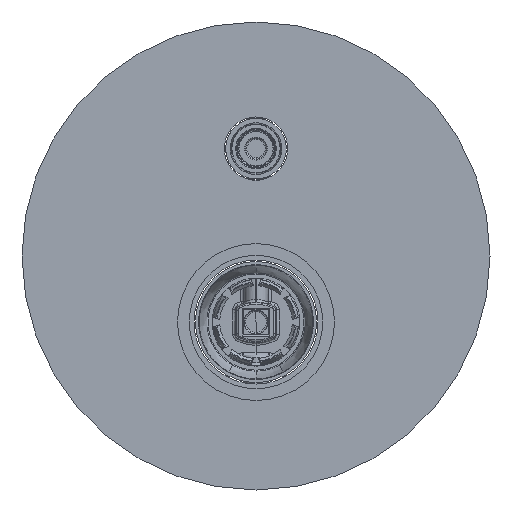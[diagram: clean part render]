
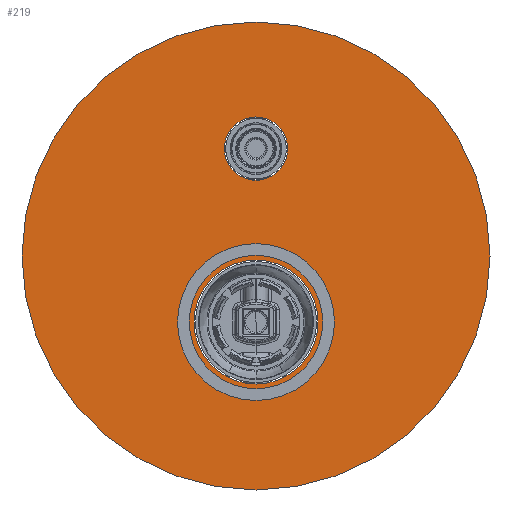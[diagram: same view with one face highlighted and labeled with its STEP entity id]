
A CAD part, front view. The second image highlights one B-rep face of the part: STEP entity #219.
In plain terms, the highlighted planar face has unit normal (0, -1, 0).
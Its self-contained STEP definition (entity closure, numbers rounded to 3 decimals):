
#40=CARTESIAN_POINT('Vertex',(-91.8,-28.608,28.608)) ;
#45=CARTESIAN_POINT('Axis2P3D Location',(-6.8,-28.608,28.608)) ;
#49=CARTESIAN_POINT('Vertex',(78.2,-28.608,28.608)) ;
#71=CARTESIAN_POINT('Axis2P3D Location',(-6.8,-28.608,28.608)) ;
#106=CARTESIAN_POINT('Vertex',(-18.3,-28.608,67.608)) ;
#109=CARTESIAN_POINT('Axis2P3D Location',(-6.8,-28.608,67.608)) ;
#113=CARTESIAN_POINT('Vertex',(4.7,-28.608,67.608)) ;
#133=CARTESIAN_POINT('Axis2P3D Location',(-6.8,-28.608,67.608)) ;
#163=CARTESIAN_POINT('Vertex',(-29.3,-28.608,4.608)) ;
#166=CARTESIAN_POINT('Axis2P3D Location',(-6.8,-28.608,4.608)) ;
#170=CARTESIAN_POINT('Vertex',(15.7,-28.608,4.608)) ;
#190=CARTESIAN_POINT('Axis2P3D Location',(-6.8,-28.608,4.608)) ;
#202=CARTESIAN_POINT('Axis2P3D Location',(-6.8,-28.608,28.608)) ;
#46=DIRECTION('Axis2P3D Direction',(0.,1.,0.)) ;
#72=DIRECTION('Axis2P3D Direction',(0.,1.,0.)) ;
#110=DIRECTION('Axis2P3D Direction',(0.,1.,0.)) ;
#134=DIRECTION('Axis2P3D Direction',(0.,1.,0.)) ;
#167=DIRECTION('Axis2P3D Direction',(0.,1.,0.)) ;
#191=DIRECTION('Axis2P3D Direction',(0.,1.,0.)) ;
#203=DIRECTION('Axis2P3D Direction',(0.,1.,0.)) ;
#204=DIRECTION('Axis2P3D XDirection',(-1.,0.,0.)) ;
#47=AXIS2_PLACEMENT_3D('Circle Axis2P3D',#45,#46,$) ;
#73=AXIS2_PLACEMENT_3D('Circle Axis2P3D',#71,#72,$) ;
#111=AXIS2_PLACEMENT_3D('Circle Axis2P3D',#109,#110,$) ;
#135=AXIS2_PLACEMENT_3D('Circle Axis2P3D',#133,#134,$) ;
#168=AXIS2_PLACEMENT_3D('Circle Axis2P3D',#166,#167,$) ;
#192=AXIS2_PLACEMENT_3D('Circle Axis2P3D',#190,#191,$) ;
#205=AXIS2_PLACEMENT_3D('Plane Axis2P3D',#202,#203,#204) ;
#48=CIRCLE('generated circle',#47,85.) ;
#74=CIRCLE('generated circle',#73,85.) ;
#112=CIRCLE('generated circle',#111,11.5) ;
#136=CIRCLE('generated circle',#135,11.5) ;
#169=CIRCLE('generated circle',#168,22.5) ;
#193=CIRCLE('generated circle',#192,22.5) ;
#206=PLANE('',#205) ;
#214=FACE_BOUND('',#211,.T.) ;
#218=FACE_BOUND('',#215,.T.) ;
#51=EDGE_CURVE('',#41,#50,#48,.T.) ;
#75=EDGE_CURVE('',#50,#41,#74,.T.) ;
#115=EDGE_CURVE('',#114,#107,#112,.T.) ;
#137=EDGE_CURVE('',#107,#114,#136,.T.) ;
#172=EDGE_CURVE('',#171,#164,#169,.T.) ;
#194=EDGE_CURVE('',#164,#171,#193,.T.) ;
#208=ORIENTED_EDGE('',*,*,#75,.F.) ;
#209=ORIENTED_EDGE('',*,*,#51,.F.) ;
#212=ORIENTED_EDGE('',*,*,#137,.T.) ;
#213=ORIENTED_EDGE('',*,*,#115,.T.) ;
#216=ORIENTED_EDGE('',*,*,#194,.T.) ;
#217=ORIENTED_EDGE('',*,*,#172,.T.) ;
#207=EDGE_LOOP('',(#208,#209)) ;
#211=EDGE_LOOP('',(#212,#213)) ;
#215=EDGE_LOOP('',(#216,#217)) ;
#41=VERTEX_POINT('',#40) ;
#50=VERTEX_POINT('',#49) ;
#107=VERTEX_POINT('',#106) ;
#114=VERTEX_POINT('',#113) ;
#164=VERTEX_POINT('',#163) ;
#171=VERTEX_POINT('',#170) ;
#219=ADVANCED_FACE('P99280.1\\PartBody',(#210,#214,#218),#206,.F.) ;
#210=FACE_OUTER_BOUND('',#207,.T.) ;
